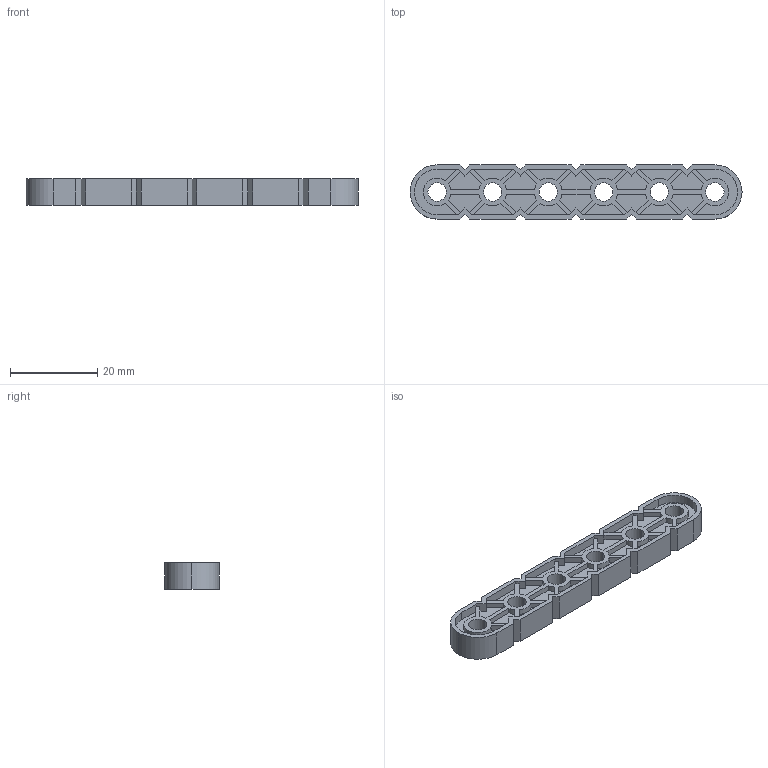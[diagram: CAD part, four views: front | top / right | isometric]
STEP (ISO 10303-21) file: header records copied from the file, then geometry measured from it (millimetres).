
FILE_DESCRIPTION (( 'STEP AP214' ), '1' );
FILE_NAME ('228-2500-005.STEP', '2014-03-06T17:54:06', ( '' ), ( '' ), 'SwSTEP 2.0', 'SolidWorks 2013', '' );
FILE_SCHEMA (( 'AUTOMOTIVE_DESIGN' ));
Length unit declared in the file: millimetre
Products named in the file (1): 228-2500-005
Bounding box: 75.9 x 12.4 x 6.1 mm (x, y, z)
Volume: 2894.4 mm3; surface area: 4496.6 mm2
Topology: 1 solids, 1 shells, 323 faces, 957 edges, 638 vertices
Faces by surface type: plane 240, cylinder 83
Entity records: 10795 total; most frequent: CARTESIAN_POINT 1919, ORIENTED_EDGE 1914, DIRECTION 1771, EDGE_CURVE 957, LINE 791, VECTOR 791, VERTEX_POINT 638, AXIS2_PLACEMENT_3D 490
